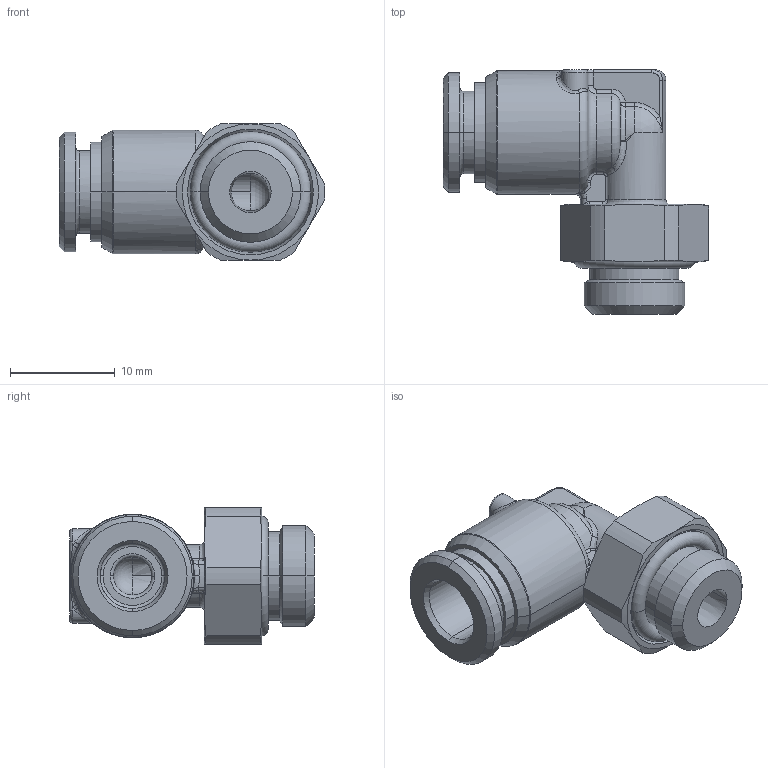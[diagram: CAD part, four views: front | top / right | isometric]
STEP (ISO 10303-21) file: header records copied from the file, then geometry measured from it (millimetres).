
FILE_DESCRIPTION((''),'2;1');
FILE_NAME('mxm.16.06.18',(''),('sopra-pneumatic'),'PRO/ENGINEER BY PARAMETRIC TECHNOLOGY CORPORATION, 2014200','PRO/ENGINEER BY PARAMETRIC TECHNOLOGY CORPORATION, 2014200','');
FILE_SCHEMA(('CONFIG_CONTROL_DESIGN'));
Length unit declared in the file: millimetre
Products named in the file (1): 384107B_930X4M-6FF-1-8
Bounding box: 25.35 x 23.35 x 13 mm (x, y, z)
Volume: 2235.5 mm3; surface area: 2540.4 mm2
Topology: 2 solids, 2 shells, 204 faces, 463 edges, 267 vertices
Faces by surface type: cylinder 60, bspline 40, torus 37, cone 32, plane 28, sphere 7
Entity records: 7763 total; most frequent: CARTESIAN_POINT 3359, ORIENTED_EDGE 926, DIRECTION 921, EDGE_CURVE 463, AXIS2_PLACEMENT_3D 405, VERTEX_POINT 267, CIRCLE 241, EDGE_LOOP 216
